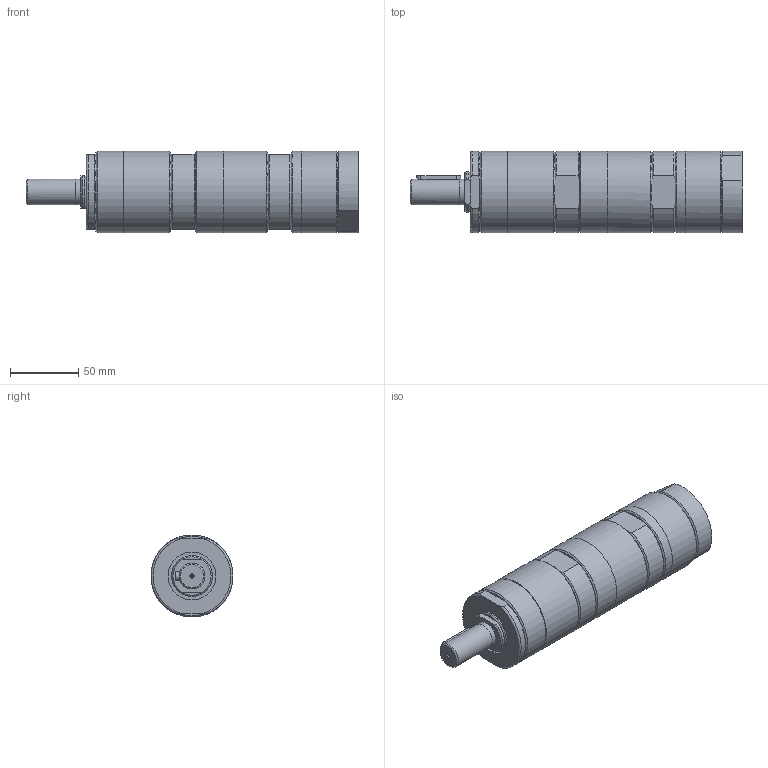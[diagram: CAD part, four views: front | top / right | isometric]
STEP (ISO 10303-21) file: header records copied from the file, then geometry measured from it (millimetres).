
FILE_DESCRIPTION((''),'2;1');
FILE_NAME('MRD 120-9300_60002305.stp','2010-07-28T17:00:57',('basyouni'),(''),'Autodesk Inventor 2008','Autodesk Inventor 2008','');
FILE_SCHEMA(('AUTOMOTIVE_DESIGN { 1 0 10303 214 1 1 1 1 }'));
Length unit declared in the file: millimetre
Products named in the file (1): MRD 120-9300_60002305
Bounding box: 243 x 60 x 60 mm (x, y, z)
Volume: 555237.9 mm3; surface area: 52708.6 mm2
Topology: 1 solids, 5 shells, 127 faces, 289 edges, 183 vertices
Faces by surface type: plane 48, cylinder 37, cone 26, bspline 11, torus 3, sphere 2
Full cylindrical faces by diameter (mm): 1.55 x2, 3.6 x1, 4 x1, 5 x1, 5.5 x1, 18.8 x1, 19 x1, 29.95 x1, 35 x1, 56.436 x1, 58.151 x1, 60 x6
Entity records: 3670 total; most frequent: CARTESIAN_POINT 1019, DIRECTION 534, ORIENTED_EDGE 442, AXIS2_PLACEMENT_3D 238, EDGE_CURVE 221, EDGE_LOOP 180, VERTEX_POINT 155, FACE_OUTER_BOUND 127
